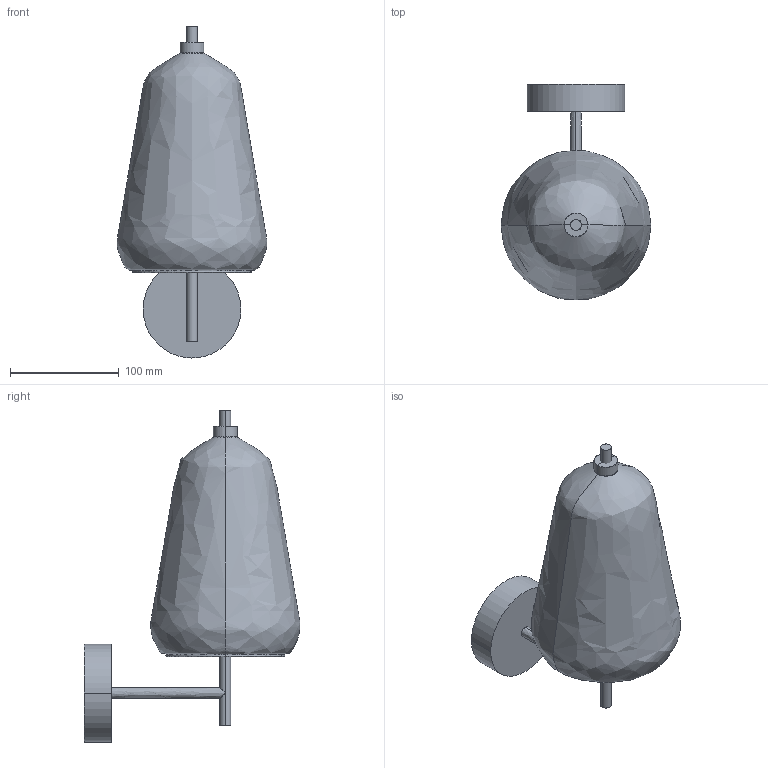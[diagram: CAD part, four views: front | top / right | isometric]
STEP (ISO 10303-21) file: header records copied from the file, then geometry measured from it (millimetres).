
FILE_DESCRIPTION(/* description */ (''),/* implementation_level */ '2;1');
FILE_NAME(/* name */ '174412~4',/* time_stamp */ '2020-05-19T16:11:20+02:00',/* author */ (''),/* organization */ (''),/* preprocessor_version */ 'ST-DEVELOPER v15',/* originating_system */ '',/* authorisation */ '');
FILE_SCHEMA (('AUTOMOTIVE_DESIGN'));
Length unit declared in the file: millimetre
Products named in the file (1): Document
Bounding box: 137.99 x 198.66 x 305.55 mm (x, y, z)
Volume: 165302.4 mm3; surface area: 259009.3 mm2
Topology: 3 solids, 8 shells, 51 faces, 110 edges, 61 vertices
Faces by surface type: bspline 46, plane 5
Entity records: 2134 total; most frequent: CARTESIAN_POINT 1463, ORIENTED_EDGE 190, EDGE_CURVE 104, VERTEX_POINT 61, ADVANCED_FACE 51, FACE_OUTER_BOUND 51, EDGE_LOOP 51, B_SPLINE_CURVE_WITH_KNOTS 32
